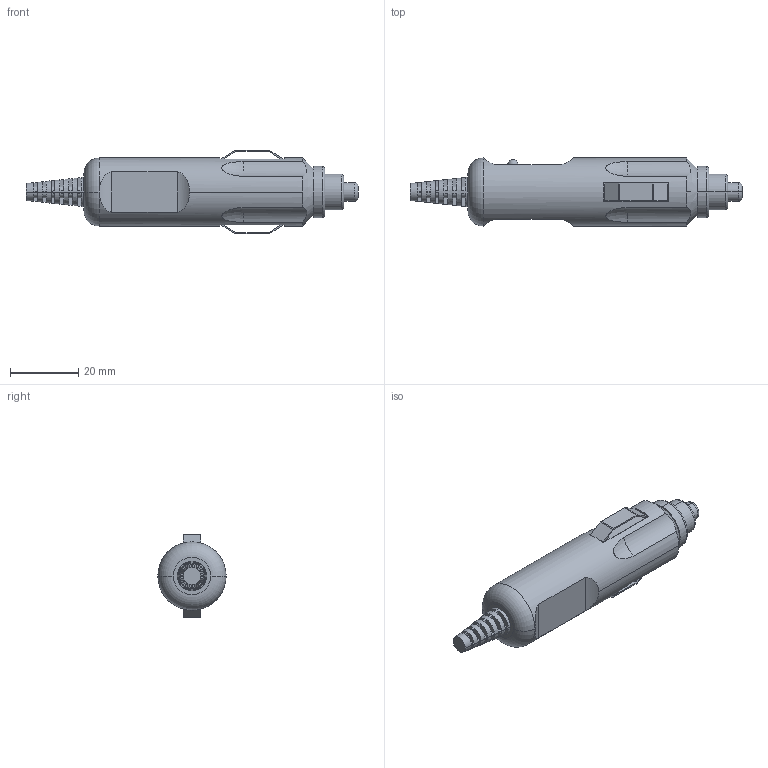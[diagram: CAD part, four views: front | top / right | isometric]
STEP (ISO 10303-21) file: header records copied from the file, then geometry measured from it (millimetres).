
FILE_DESCRIPTION (( 'STEP AP214' ), '1' );
FILE_NAME ('APP-001-5AMP.STEP', '2019-11-25T14:45:44', ( '' ), ( '' ), 'SwSTEP 2.0', 'SolidWorks 2017', '' );
FILE_SCHEMA (( 'AUTOMOTIVE_DESIGN' ));
Length unit declared in the file: millimetre
Products named in the file (1): APP-001-5AMP
Bounding box: 97.4 x 20 x 24.6 mm (x, y, z)
Volume: 21073.5 mm3; surface area: 6468.5 mm2
Topology: 5 solids, 5 shells, 202 faces, 486 edges, 321 vertices
Faces by surface type: plane 136, cylinder 48, torus 12, cone 4, sphere 2
Entity records: 6264 total; most frequent: CARTESIAN_POINT 1352, DIRECTION 1040, ORIENTED_EDGE 964, EDGE_CURVE 482, AXIS2_PLACEMENT_3D 371, VERTEX_POINT 319, VECTOR 298, LINE 298
